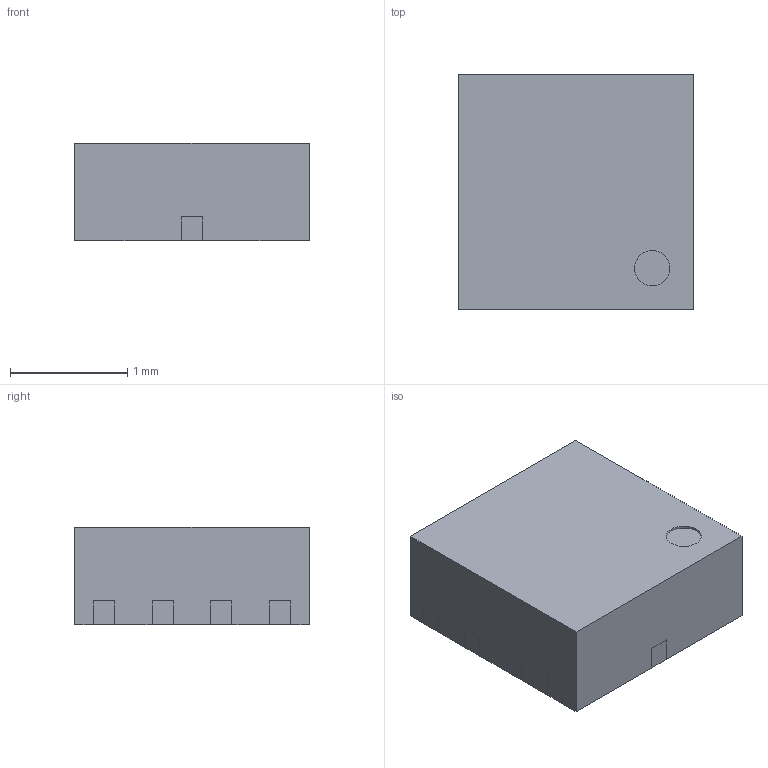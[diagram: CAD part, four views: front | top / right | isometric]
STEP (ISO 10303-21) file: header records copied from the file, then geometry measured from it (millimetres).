
FILE_DESCRIPTION (( 'STEP AP214' ), '1' );
FILE_NAME ('VQFN-10.STEP', '2019-10-13T08:32:12', ( '' ), ( '' ), 'SwSTEP 2.0', 'SolidWorks 2018', '' );
FILE_SCHEMA (( 'AUTOMOTIVE_DESIGN' ));
Length unit declared in the file: millimetre
Products named in the file (1): VQFN-10
Bounding box: 2 x 2 x 0.83 mm (x, y, z)
Volume: 3.3 mm3; surface area: 22.2 mm2
Topology: 11 solids, 11 shells, 197 faces, 522 edges, 348 vertices
Faces by surface type: plane 153, cylinder 44
Entity records: 7332 total; most frequent: CARTESIAN_POINT 1068, ORIENTED_EDGE 1044, DIRECTION 1006, EDGE_CURVE 522, LINE 434, VECTOR 434, VERTEX_POINT 348, AXIS2_PLACEMENT_3D 286
